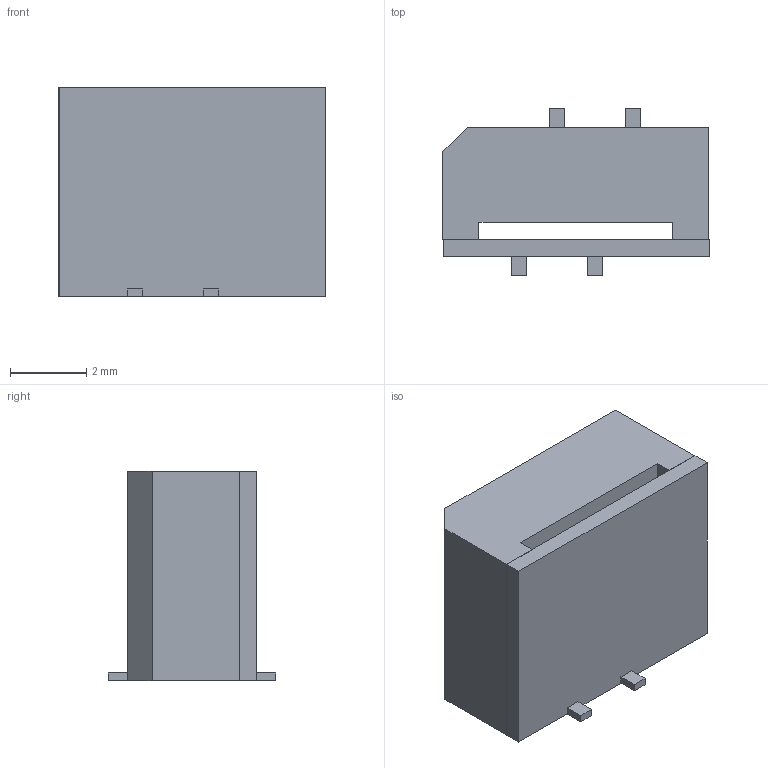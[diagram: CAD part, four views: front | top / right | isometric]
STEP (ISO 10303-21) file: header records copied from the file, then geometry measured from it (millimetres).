
FILE_DESCRIPTION(('FreeCAD Model'),'2;1');
FILE_NAME('Open CASCADE Shape Model','2025-03-28T10:35:59',('Author'),( ''),'Open CASCADE STEP processor 7.8','FreeCAD','Unknown');
FILE_SCHEMA(('AUTOMOTIVE_DESIGN { 1 0 10303 214 1 1 1 1 }'));
Length unit declared in the file: millimetre
Products named in the file (7): FFCConnector_Vertical; Body; Body001; Body002; Body003; Body004; Body005
Assembly tree (6 placements, depth 2):
  FFCConnector_Vertical
    Body
    Body001
    Body002
    Body003
    Body004
    Body005
Bounding box: 7 x 4.4 x 5.5 mm (x, y, z)
Volume: 117.3 mm3; surface area: 239.9 mm2
Topology: 6 solids, 6 shells, 41 faces, 87 edges, 58 vertices
Faces by surface type: plane 41
Entity records: 1252 total; most frequent: CARTESIAN_POINT 193, DIRECTION 183, ORIENTED_EDGE 174, EDGE_CURVE 87, LINE 87, VECTOR 87, VERTEX_POINT 58, AXIS2_PLACEMENT_3D 48
